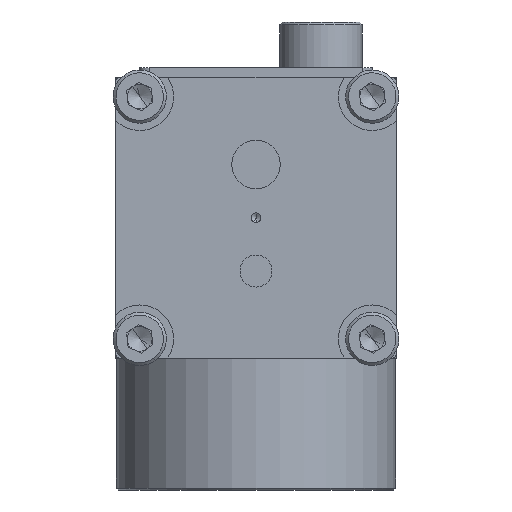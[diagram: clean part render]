
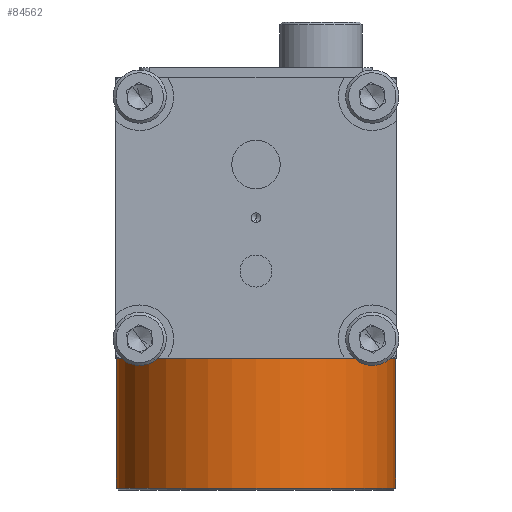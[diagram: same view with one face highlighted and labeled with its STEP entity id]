
A CAD part, front view. The second image highlights one B-rep face of the part: STEP entity #84562.
In plain terms, the highlighted cylindrical face has radius 14.4 mm (diameter 28.8 mm), a partial arc.
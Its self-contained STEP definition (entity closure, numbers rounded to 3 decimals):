
#1186 = CARTESIAN_POINT ( 'NONE',  ( 0., 0., 0. ) ) ;
#1856 = CARTESIAN_POINT ( 'NONE',  ( 0., 0., 13.6 ) ) ;
#5818 = CYLINDRICAL_SURFACE ( 'NONE', #51772, 14.4 ) ;
#5947 = CARTESIAN_POINT ( 'NONE',  ( 14.4, 0., 0. ) ) ;
#6750 = AXIS2_PLACEMENT_3D ( 'NONE', #1856, #81302, #13305 ) ;
#11155 = DIRECTION ( 'NONE',  ( 0., 0., 1. ) ) ;
#11593 = DIRECTION ( 'NONE',  ( 0., 0., 1. ) ) ;
#13234 = DIRECTION ( 'NONE',  ( 0., 0., 1. ) ) ;
#13305 = DIRECTION ( 'NONE',  ( 1., 0., 0. ) ) ;
#14022 = ORIENTED_EDGE ( 'NONE', *, *, #91701, .F. ) ;
#17852 = EDGE_CURVE ( 'NONE', #30305, #97037, #123348, .T. ) ;
#20719 = VERTEX_POINT ( 'NONE', #145820 ) ;
#24140 = EDGE_LOOP ( 'NONE', ( #14022, #109864, #127303, #99470, #52496 ) ) ;
#30305 = VERTEX_POINT ( 'NONE', #61815 ) ;
#37476 = CARTESIAN_POINT ( 'NONE',  ( 14.4, 0., 0.2 ) ) ;
#43621 = EDGE_CURVE ( 'NONE', #140940, #20719, #134614, .T. ) ;
#48397 = CARTESIAN_POINT ( 'NONE',  ( -14.4, 0., 0.2 ) ) ;
#49751 = AXIS2_PLACEMENT_3D ( 'NONE', #79589, #11593, #90986 ) ;
#51772 = AXIS2_PLACEMENT_3D ( 'NONE', #1186, #69192, #126181 ) ;
#52496 = ORIENTED_EDGE ( 'NONE', *, *, #17852, .T. ) ;
#53710 = EDGE_CURVE ( 'NONE', #20719, #103750, #84765, .T. ) ;
#56719 = AXIS2_PLACEMENT_3D ( 'NONE', #81212, #13234, #92595 ) ;
#61815 = CARTESIAN_POINT ( 'NONE',  ( 14.4, 0., 13.6 ) ) ;
#69192 = DIRECTION ( 'NONE',  ( 0., 0., 1. ) ) ;
#73951 = DIRECTION ( 'NONE',  ( 0., 0., 1. ) ) ;
#75115 = LINE ( 'NONE', #135628, #131906 ) ;
#76905 = FACE_OUTER_BOUND ( 'NONE', #24140, .T. ) ;
#79589 = CARTESIAN_POINT ( 'NONE',  ( 0., 0., 0.2 ) ) ;
#81212 = CARTESIAN_POINT ( 'NONE',  ( 0., 0., 0.2 ) ) ;
#81302 = DIRECTION ( 'NONE',  ( 0., 0., -1. ) ) ;
#84562 = ADVANCED_FACE ( 'NONE', ( #76905 ), #5818, .T. ) ;
#84765 = CIRCLE ( 'NONE', #49751, 14.4 ) ;
#90986 = DIRECTION ( 'NONE',  ( 1., 0., 0. ) ) ;
#91701 = EDGE_CURVE ( 'NONE', #140940, #97037, #75115, .T. ) ;
#92595 = DIRECTION ( 'NONE',  ( 1., 0., 0. ) ) ;
#97037 = VERTEX_POINT ( 'NONE', #132424 ) ;
#99470 = ORIENTED_EDGE ( 'NONE', *, *, #131695, .T. ) ;
#103750 = VERTEX_POINT ( 'NONE', #37476 ) ;
#109864 = ORIENTED_EDGE ( 'NONE', *, *, #43621, .T. ) ;
#119035 = VECTOR ( 'NONE', #73951, 1000. ) ;
#122550 = LINE ( 'NONE', #5947, #119035 ) ;
#123348 = CIRCLE ( 'NONE', #6750, 14.4 ) ;
#126181 = DIRECTION ( 'NONE',  ( 1., 0., 0. ) ) ;
#127303 = ORIENTED_EDGE ( 'NONE', *, *, #53710, .T. ) ;
#131695 = EDGE_CURVE ( 'NONE', #103750, #30305, #122550, .T. ) ;
#131906 = VECTOR ( 'NONE', #11155, 1000. ) ;
#132424 = CARTESIAN_POINT ( 'NONE',  ( -14.4, 0., 13.6 ) ) ;
#134614 = CIRCLE ( 'NONE', #56719, 14.4 ) ;
#135628 = CARTESIAN_POINT ( 'NONE',  ( -14.4, 0., 0. ) ) ;
#140940 = VERTEX_POINT ( 'NONE', #48397 ) ;
#145820 = CARTESIAN_POINT ( 'NONE',  ( 0., -14.4, 0.2 ) ) ;
